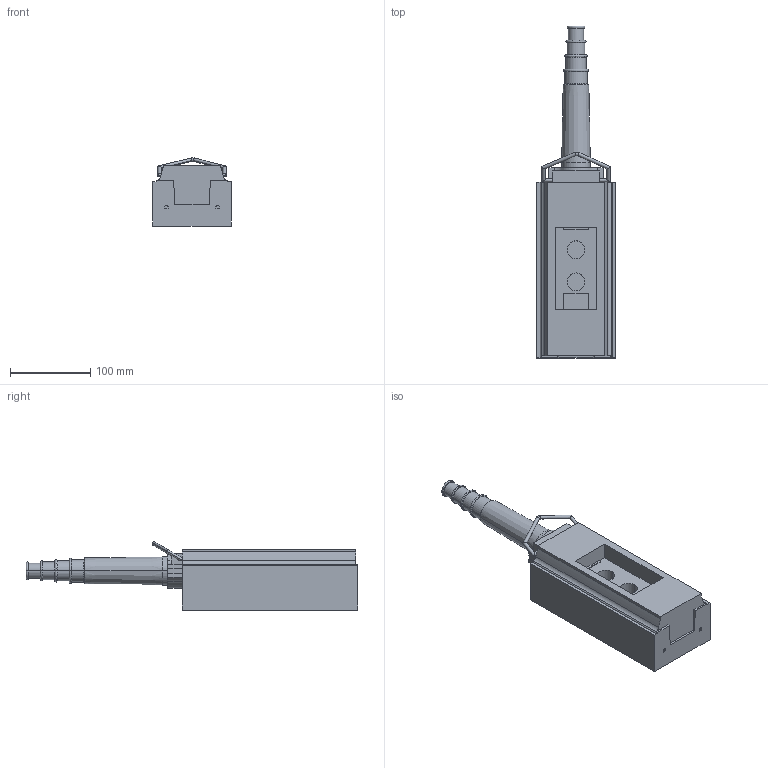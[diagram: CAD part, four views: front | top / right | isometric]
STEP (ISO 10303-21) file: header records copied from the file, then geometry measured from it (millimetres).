
FILE_DESCRIPTION((''),'2;1');
FILE_NAME('XACB02-3D_ASM','2021-05-05T12:37:16',('SESA481258'),('Schneider-Electric'),'CREO PARAMETRIC BY PTC INC, 2019164','CREO PARAMETRIC BY PTC INC, 2019164','');
FILE_SCHEMA(('AP242_MANAGED_MODEL_BASED_3D_ENGINEERING_MIM_LF { 1 0 10303 442 1 1 4 }'));
Length unit declared in the file: millimetre
Products named in the file (2): CB02-SWITCHBASE-3D; XACB02-3D_ASM
Assembly tree (1 placements, depth 2):
  XACB02-3D_ASM
    CB02-SWITCHBASE-3D
Bounding box: 98 x 414.3 x 85 mm (x, y, z)
Volume: 1531549.8 mm3; surface area: 133296.7 mm2
Topology: 1 solids, 1 shells, 169 faces, 430 edges, 301 vertices
Faces by surface type: plane 81, cylinder 66, cone 14, torus 8
Entity records: 32991 total; most frequent: CARTESIAN_POINT 27776, DIRECTION 951, ORIENTED_EDGE 816, POLYLINE 462, EDGE_CURVE 408, AXIS2_PLACEMENT_3D 341, VECTOR 269, LINE 269
